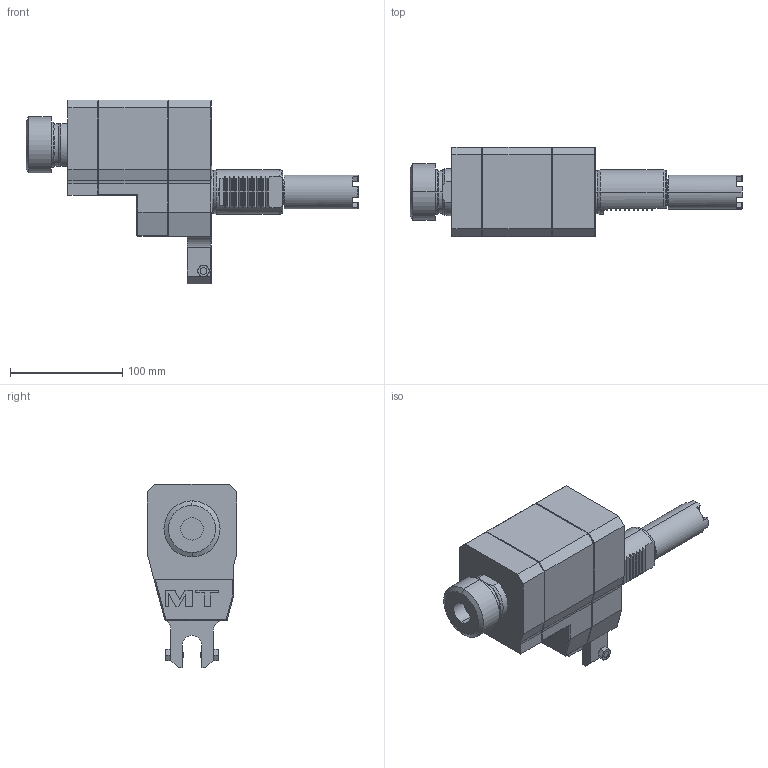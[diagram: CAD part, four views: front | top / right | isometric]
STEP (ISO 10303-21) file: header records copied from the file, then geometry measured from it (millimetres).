
FILE_DESCRIPTION((''),'2;1');
FILE_NAME('HAS0201132_CONF','2024-12-18T17:05:30',('fpalella'),('M.T. srl'),'CREO PARAMETRIC BY PTC INC, 2023352','CREO PARAMETRIC BY PTC INC, 2023352','');
FILE_SCHEMA(('CONFIG_CONTROL_DESIGN'));
Length unit declared in the file: millimetre
Products named in the file (1): HAS0201132_CONF
Bounding box: 296.01 x 80 x 164 mm (x, y, z)
Volume: 1195107.1 mm3; surface area: 93587.2 mm2
Topology: 1 solids, 1 shells, 350 faces, 883 edges, 549 vertices
Faces by surface type: plane 214, cylinder 66, cone 61, torus 7, extrusion 2
Entity records: 11366 total; most frequent: CARTESIAN_POINT 3233, ORIENTED_EDGE 1762, DIRECTION 1552, EDGE_CURVE 881, VERTEX_POINT 549, AXIS2_PLACEMENT_3D 524, VECTOR 504, LINE 502
